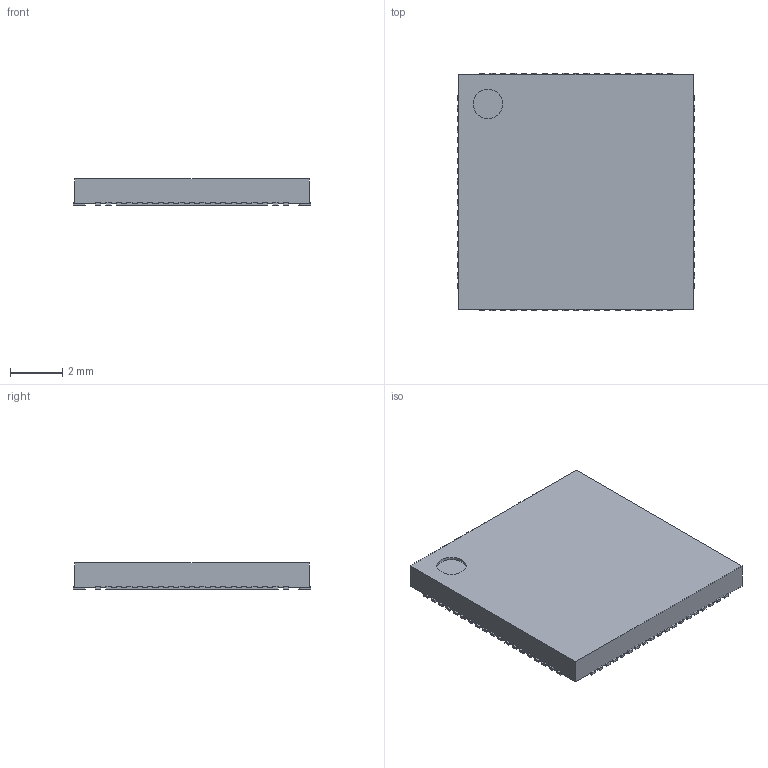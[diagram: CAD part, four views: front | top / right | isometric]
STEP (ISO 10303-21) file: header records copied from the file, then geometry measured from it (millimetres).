
FILE_DESCRIPTION(('FreeCAD Model'),'2;1');
FILE_NAME('15334772.1.1.stp','2021-10-13T12:17:31',( 'Author'),(''),'Open CASCADE STEP processor 6.9','FreeCAD','Unknown' );
FILE_SCHEMA(('AUTOMOTIVE_DESIGN { 1 0 10303 214 1 1 1 1 }'));
Length unit declared in the file: millimetre
Products named in the file (5): ASSEMBLY; Body; ThermalPin; PinsArrayLR; PinsArrayTB
Assembly tree (4 placements, depth 2):
  ASSEMBLY
    Body
    ThermalPin
    PinsArrayLR
    PinsArrayTB
Bounding box: 9.1 x 9.1 x 1 mm (x, y, z)
Volume: 81.2 mm3; surface area: 294.6 mm2
Topology: 78 solids, 78 shells, 470 faces, 939 edges, 626 vertices
Faces by surface type: plane 393, cylinder 77
Full cylindrical faces by diameter (mm): 1.125 x1
Entity records: 25128 total; most frequent: CARTESIAN_POINT 4374, DIRECTION 3845, LINE 2509, VECTOR 2509, ORIENTED_EDGE 1878, PCURVE 1878, DEFINITIONAL_REPRESENTATION 1878, EDGE_CURVE 939
